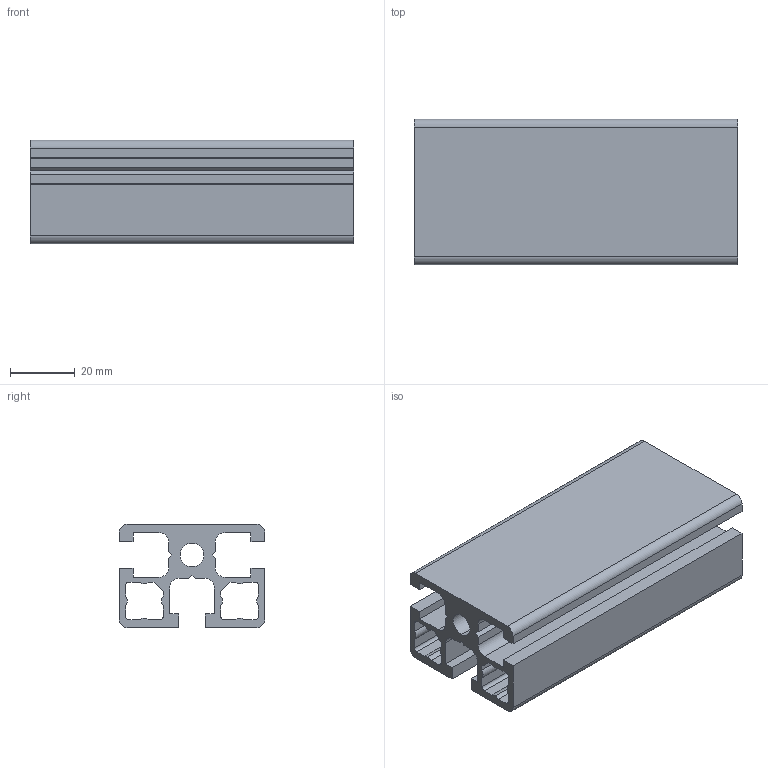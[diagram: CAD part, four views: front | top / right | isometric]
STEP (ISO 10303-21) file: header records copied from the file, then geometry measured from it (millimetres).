
FILE_DESCRIPTION (( 'STEP AP214' ), '1' );
FILE_NAME ('084.101.011.STEP', '2020-07-22T10:24:35', ( '' ), ( '' ), 'SwSTEP 2.0', 'SolidWorks 2018', '' );
FILE_SCHEMA (( 'AUTOMOTIVE_DESIGN' ));
Length unit declared in the file: millimetre
Products named in the file (1): 084.101.011
Bounding box: 100 x 45 x 32 mm (x, y, z)
Volume: 58706 mm3; surface area: 39263.2 mm2
Topology: 1 solids, 1 shells, 85 faces, 249 edges, 166 vertices
Faces by surface type: plane 57, cylinder 28
Entity records: 2865 total; most frequent: CARTESIAN_POINT 501, ORIENTED_EDGE 498, DIRECTION 477, EDGE_CURVE 249, LINE 193, VECTOR 193, VERTEX_POINT 166, AXIS2_PLACEMENT_3D 142
